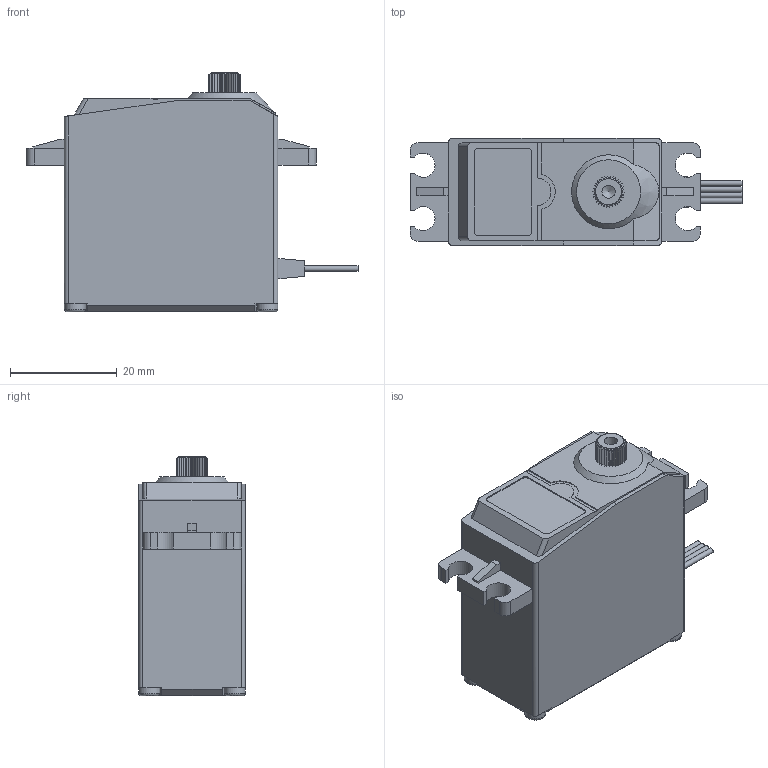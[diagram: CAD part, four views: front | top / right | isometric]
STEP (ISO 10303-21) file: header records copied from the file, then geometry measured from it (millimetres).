
FILE_DESCRIPTION(/* description */ (''),/* implementation_level */ '2;1');
FILE_NAME(/* name */ 'DSS-M15S Servo',/* time_stamp */ '2023-09-07T12:01:09+01:00',/* author */ ('N. Avery'),/* organization */ ('Bartington Instruments'),/* preprocessor_version */ 'ST-DEVELOPER v18.102',/* originating_system */ 'Solid Edge',/* authorisation */ 'Unknown');
FILE_SCHEMA (('AUTOMOTIVE_DESIGN {1 0 10303 214 3 1 1}'));
Length unit declared in the file: millimetre
Products named in the file (1): DSS-M15S Servo
Bounding box: 62.2 x 20 x 44.9 mm (x, y, z)
Volume: 32395 mm3; surface area: 7354.3 mm2
Topology: 1 solids, 1 shells, 374 faces, 1063 edges, 702 vertices
Faces by surface type: plane 199, cylinder 135, cone 36, torus 4
Full cylindrical faces by diameter (mm): 1 x4, 2.459 x1, 4 x4
Entity records: 14762 total; most frequent: CARTESIAN_POINT 2316, ORIENTED_EDGE 2082, DIRECTION 2038, EDGE_CURVE 1041, VERTEX_POINT 696, AXIS2_PLACEMENT_3D 690, LINE 658, VECTOR 658
